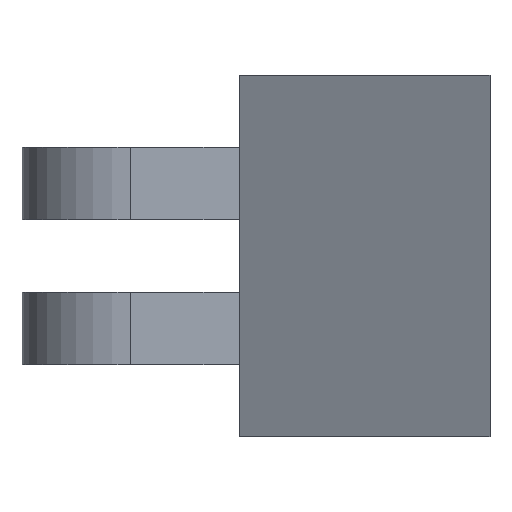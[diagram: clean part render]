
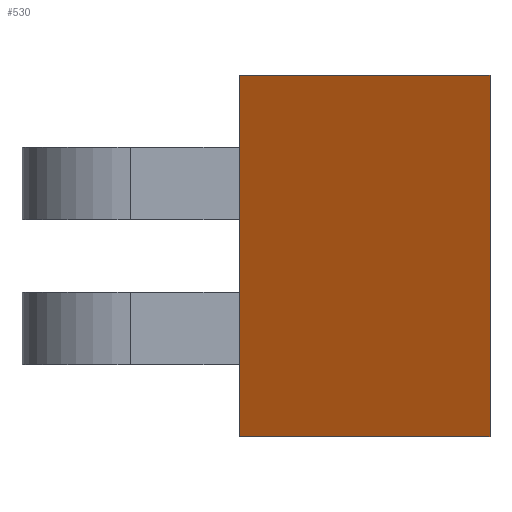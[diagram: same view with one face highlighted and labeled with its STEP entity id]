
A CAD part, left-side view. The second image highlights one B-rep face of the part: STEP entity #530.
In plain terms, the highlighted planar face has unit normal (-0.866, 0.5, 0).
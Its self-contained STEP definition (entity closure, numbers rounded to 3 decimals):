
#64=FACE_OUTER_BOUND('',#97,.T.);
#97=EDGE_LOOP('',(#455,#456,#457,#458));
#156=LINE('',#863,#216);
#157=LINE('',#866,#217);
#158=LINE('',#868,#218);
#159=LINE('',#869,#219);
#216=VECTOR('',#715,10.);
#217=VECTOR('',#718,10.);
#218=VECTOR('',#719,10.);
#219=VECTOR('',#720,10.);
#265=VERTEX_POINT('',#856);
#268=VERTEX_POINT('',#861);
#269=VERTEX_POINT('',#865);
#270=VERTEX_POINT('',#867);
#336=EDGE_CURVE('',#265,#268,#156,.T.);
#337=EDGE_CURVE('',#269,#265,#157,.T.);
#338=EDGE_CURVE('',#270,#268,#158,.T.);
#339=EDGE_CURVE('',#269,#270,#159,.T.);
#455=ORIENTED_EDGE('',*,*,#337,.T.);
#456=ORIENTED_EDGE('',*,*,#336,.T.);
#457=ORIENTED_EDGE('',*,*,#338,.F.);
#458=ORIENTED_EDGE('',*,*,#339,.F.);
#504=PLANE('',#591);
#530=ADVANCED_FACE('',(#64),#504,.T.);
#591=AXIS2_PLACEMENT_3D('',#864,#716,#717);
#715=DIRECTION('',(0.,0.,1.));
#716=DIRECTION('center_axis',(-0.866,0.5,0.));
#717=DIRECTION('ref_axis',(-0.5,-0.866,0.));
#718=DIRECTION('',(-0.5,-0.866,0.));
#719=DIRECTION('',(-0.5,-0.866,0.));
#720=DIRECTION('',(0.,0.,1.));
#856=CARTESIAN_POINT('',(0.,0.,0.));
#861=CARTESIAN_POINT('',(0.,0.,50.));
#863=CARTESIAN_POINT('',(0.,0.,0.));
#864=CARTESIAN_POINT('Origin',(20.,34.641,0.));
#865=CARTESIAN_POINT('',(20.,34.641,0.));
#866=CARTESIAN_POINT('',(20.,34.641,0.));
#867=CARTESIAN_POINT('',(20.,34.641,50.));
#868=CARTESIAN_POINT('',(20.,34.641,50.));
#869=CARTESIAN_POINT('',(20.,34.641,0.));
